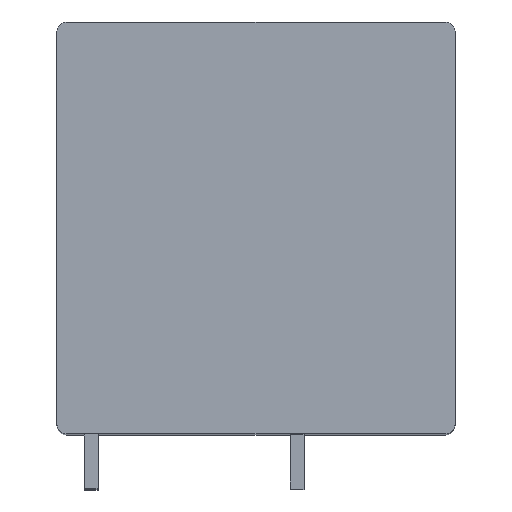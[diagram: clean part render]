
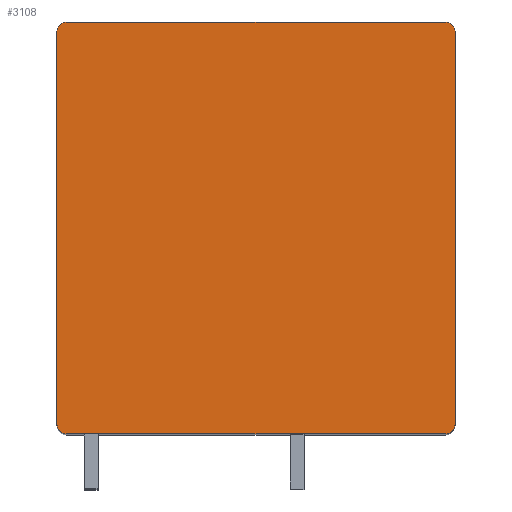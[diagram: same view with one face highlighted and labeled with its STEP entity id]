
A CAD part, top view. The second image highlights one B-rep face of the part: STEP entity #3108.
In plain terms, the highlighted planar face has unit normal (0, 0, 1).
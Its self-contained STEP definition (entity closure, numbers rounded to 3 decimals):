
#429=CARTESIAN_POINT('',(13.8,14.3,4.45));
#430=DIRECTION('',(0.,0.,1.));
#431=DIRECTION('',(1.,0.,0.));
#432=AXIS2_PLACEMENT_3D('',#429,#430,#431);
#434=DIRECTION('',(0.,1.,0.));
#435=VECTOR('',#434,28.6);
#436=CARTESIAN_POINT('',(14.5,-14.3,4.45));
#437=LINE('',#436,#435);
#438=CARTESIAN_POINT('',(13.8,-14.3,4.45));
#439=DIRECTION('',(0.,0.,1.));
#440=DIRECTION('',(0.,-1.,0.));
#441=AXIS2_PLACEMENT_3D('',#438,#439,#440);
#443=DIRECTION('',(1.,0.,0.));
#444=VECTOR('',#443,27.6);
#445=CARTESIAN_POINT('',(-13.8,-15.,4.45));
#446=LINE('',#445,#444);
#447=CARTESIAN_POINT('',(-13.8,-14.3,4.45));
#448=DIRECTION('',(0.,0.,1.));
#449=DIRECTION('',(-1.,0.,0.));
#450=AXIS2_PLACEMENT_3D('',#447,#448,#449);
#452=DIRECTION('',(0.,-1.,0.));
#453=VECTOR('',#452,28.6);
#454=CARTESIAN_POINT('',(-14.5,14.3,4.45));
#455=LINE('',#454,#453);
#456=CARTESIAN_POINT('',(-13.8,14.3,4.45));
#457=DIRECTION('',(0.,0.,1.));
#458=DIRECTION('',(0.,1.,0.));
#459=AXIS2_PLACEMENT_3D('',#456,#457,#458);
#461=DIRECTION('',(-1.,0.,0.));
#462=VECTOR('',#461,27.6);
#463=CARTESIAN_POINT('',(13.8,15.,4.45));
#464=LINE('',#463,#462);
#2121=CARTESIAN_POINT('',(14.5,14.3,4.45));
#2122=CARTESIAN_POINT('',(13.8,15.,4.45));
#2123=VERTEX_POINT('',#2121);
#2124=VERTEX_POINT('',#2122);
#2125=CARTESIAN_POINT('',(-13.8,15.,4.45));
#2126=VERTEX_POINT('',#2125);
#2127=CARTESIAN_POINT('',(-14.5,14.3,4.45));
#2128=VERTEX_POINT('',#2127);
#2129=CARTESIAN_POINT('',(-14.5,-14.3,4.45));
#2130=VERTEX_POINT('',#2129);
#2131=CARTESIAN_POINT('',(-13.8,-15.,4.45));
#2132=VERTEX_POINT('',#2131);
#2133=CARTESIAN_POINT('',(13.8,-15.,4.45));
#2134=VERTEX_POINT('',#2133);
#2135=CARTESIAN_POINT('',(14.5,-14.3,4.45));
#2136=VERTEX_POINT('',#2135);
#3093=CARTESIAN_POINT('',(0.,0.,4.45));
#3094=DIRECTION('',(0.,0.,1.));
#3095=DIRECTION('',(1.,0.,0.));
#3096=AXIS2_PLACEMENT_3D('',#3093,#3094,#3095);
#3097=PLANE('',#3096);
#3098=ORIENTED_EDGE('',*,*,#2718,.F.);
#3099=ORIENTED_EDGE('',*,*,#2733,.F.);
#3100=ORIENTED_EDGE('',*,*,#2867,.F.);
#3101=ORIENTED_EDGE('',*,*,#2881,.F.);
#3102=ORIENTED_EDGE('',*,*,#3045,.F.);
#3103=ORIENTED_EDGE('',*,*,#3059,.F.);
#3104=ORIENTED_EDGE('',*,*,#3073,.F.);
#3105=ORIENTED_EDGE('',*,*,#3086,.F.);
#3106=EDGE_LOOP('',(#3098,#3099,#3100,#3101,#3102,#3103,#3104,#3105));
#3107=FACE_OUTER_BOUND('',#3106,.F.);
#3108=ADVANCED_FACE('',(#3107),#3097,.T.);
#433=CIRCLE('',#432,0.7);
#442=CIRCLE('',#441,0.7);
#451=CIRCLE('',#450,0.7);
#460=CIRCLE('',#459,0.7);
#2718=EDGE_CURVE('',#2123,#2124,#433,.T.);
#2733=EDGE_CURVE('',#2136,#2123,#437,.T.);
#2867=EDGE_CURVE('',#2134,#2136,#442,.T.);
#2881=EDGE_CURVE('',#2132,#2134,#446,.T.);
#3045=EDGE_CURVE('',#2130,#2132,#451,.T.);
#3059=EDGE_CURVE('',#2128,#2130,#455,.T.);
#3073=EDGE_CURVE('',#2126,#2128,#460,.T.);
#3086=EDGE_CURVE('',#2124,#2126,#464,.T.);
